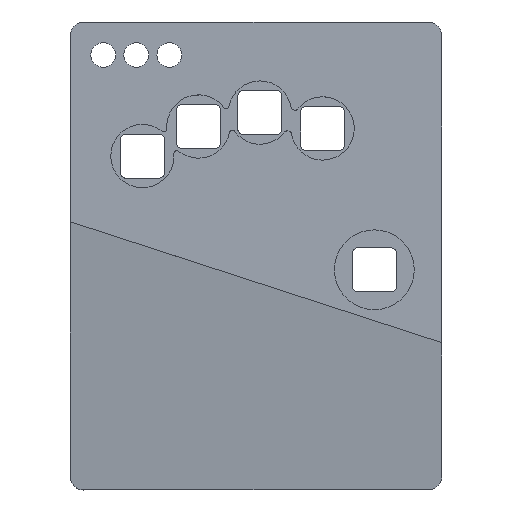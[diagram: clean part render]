
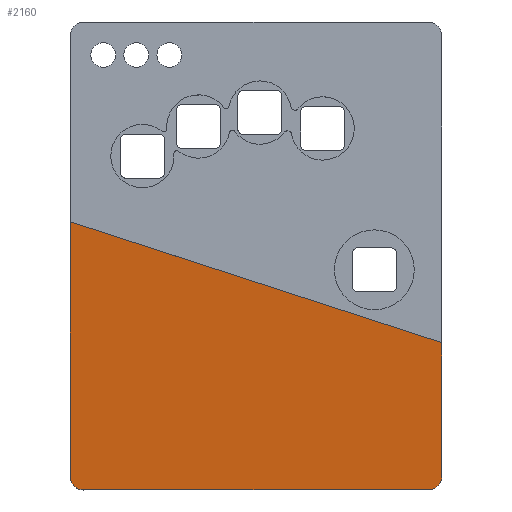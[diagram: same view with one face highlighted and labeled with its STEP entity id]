
A CAD part, top view. The second image highlights one B-rep face of the part: STEP entity #2160.
In plain terms, the highlighted planar face has unit normal (-0.03, -0.092, 0.995).
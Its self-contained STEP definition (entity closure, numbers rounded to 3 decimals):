
#13=ELLIPSE('',#2373,5.024,5.);
#14=ELLIPSE('',#2375,5.024,5.);
#307=FACE_OUTER_BOUND('',#446,.T.);
#446=EDGE_LOOP('',(#1972,#1973,#1974,#1975,#1976,#1977,#1978));
#645=LINE('',#3636,#850);
#648=LINE('',#3641,#853);
#650=LINE('',#3644,#855);
#651=LINE('',#3646,#856);
#652=LINE('',#3648,#857);
#850=VECTOR('',#3005,10.);
#853=VECTOR('',#3010,10.);
#855=VECTOR('',#3014,10.);
#856=VECTOR('',#3017,10.);
#857=VECTOR('',#3020,10.);
#1055=VERTEX_POINT('',#3622);
#1056=VERTEX_POINT('',#3623);
#1057=VERTEX_POINT('',#3628);
#1058=VERTEX_POINT('',#3630);
#1059=VERTEX_POINT('',#3634);
#1060=VERTEX_POINT('',#3635);
#1061=VERTEX_POINT('',#3640);
#1355=EDGE_CURVE('',#1055,#1056,#13,.T.);
#1359=EDGE_CURVE('',#1058,#1057,#14,.T.);
#1361=EDGE_CURVE('',#1059,#1060,#645,.T.);
#1364=EDGE_CURVE('',#1060,#1061,#648,.T.);
#1366=EDGE_CURVE('',#1061,#1055,#650,.T.);
#1367=EDGE_CURVE('',#1056,#1058,#651,.T.);
#1368=EDGE_CURVE('',#1057,#1059,#652,.T.);
#1972=ORIENTED_EDGE('',*,*,#1359,.T.);
#1973=ORIENTED_EDGE('',*,*,#1368,.T.);
#1974=ORIENTED_EDGE('',*,*,#1361,.T.);
#1975=ORIENTED_EDGE('',*,*,#1364,.T.);
#1976=ORIENTED_EDGE('',*,*,#1366,.T.);
#1977=ORIENTED_EDGE('',*,*,#1355,.T.);
#1978=ORIENTED_EDGE('',*,*,#1367,.T.);
#2045=PLANE('',#2380);
#2160=ADVANCED_FACE('',(#307),#2045,.F.);
#2373=AXIS2_PLACEMENT_3D('',#3624,#2993,#2994);
#2375=AXIS2_PLACEMENT_3D('',#3631,#3000,#3001);
#2380=AXIS2_PLACEMENT_3D('',#3647,#3018,#3019);
#2993=DIRECTION('center_axis',(-0.03,-0.092,
0.995));
#2994=DIRECTION('ref_axis',(-0.308,-0.947,-0.097));
#3000=DIRECTION('center_axis',(-0.03,-0.092,
0.995));
#3001=DIRECTION('ref_axis',(0.308,0.947,0.097));
#3005=DIRECTION('',(0.,0.996,0.092));
#3010=DIRECTION('',(-0.951,0.309,0.));
#3014=DIRECTION('',(0.,-0.996,-0.092));
#3017=DIRECTION('',(1.,0.,0.03));
#3018=DIRECTION('center_axis',(0.03,0.092,-0.995));
#3019=DIRECTION('ref_axis',(-0.308,-0.947,-0.097));
#3020=DIRECTION('',(0.,0.996,0.092));
#3622=CARTESIAN_POINT('',(0.001,4.997,4.462));
#3623=CARTESIAN_POINT('',(4.929,-0.003,4.148));
#3624=CARTESIAN_POINT('Origin',(5.001,4.997,4.612));
#3628=CARTESIAN_POINT('',(135.,4.93,8.509));
#3630=CARTESIAN_POINT('',(130.073,0.,7.905));
#3631=CARTESIAN_POINT('Origin',(130.001,5.,8.365));
#3634=CARTESIAN_POINT('',(135.,46.389,12.339));
#3635=CARTESIAN_POINT('',(135.,53.539,13.));
#3636=CARTESIAN_POINT('',(135.,50.455,12.715));
#3640=CARTESIAN_POINT('',(-0.001,97.4,13.));
#3641=CARTESIAN_POINT('',(75.367,72.914,13.));
#3644=CARTESIAN_POINT('',(0.,26.759,6.473));
#3646=CARTESIAN_POINT('',(142.829,0.001,8.288));
#3647=CARTESIAN_POINT('Origin',(150.735,48.427,13.));
#3648=CARTESIAN_POINT('',(135.,50.455,12.715));
